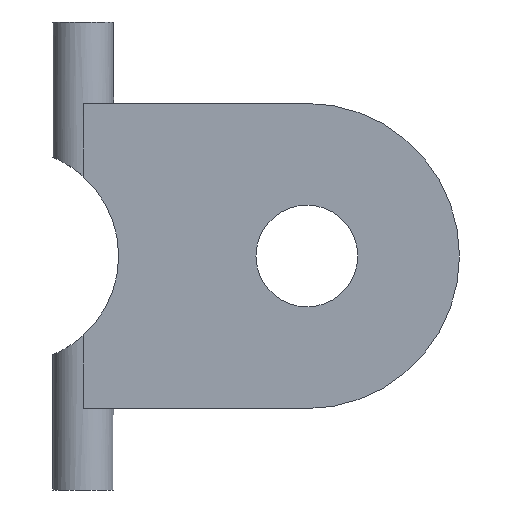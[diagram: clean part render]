
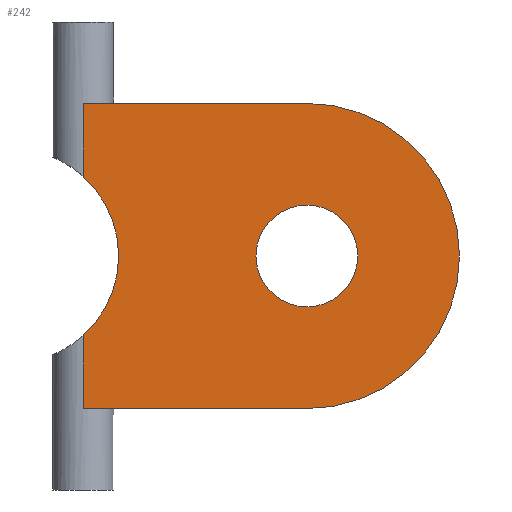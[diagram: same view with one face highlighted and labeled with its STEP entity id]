
A CAD part, front view. The second image highlights one B-rep face of the part: STEP entity #242.
In plain terms, the highlighted planar face has unit normal (0, -1, 0).
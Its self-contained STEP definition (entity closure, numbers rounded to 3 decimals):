
#15=FACE_BOUND('',#50,.T.);
#23=PLANE('',#286);
#34=FACE_OUTER_BOUND('',#49,.T.);
#49=EDGE_LOOP('',(#178,#179,#180,#181,#182,#183));
#50=EDGE_LOOP('',(#184));
#65=LINE('',#447,#80);
#66=LINE('',#449,#81);
#67=LINE('',#453,#82);
#68=LINE('',#454,#83);
#80=VECTOR('',#334,10.);
#81=VECTOR('',#335,10.);
#82=VECTOR('',#338,10.);
#83=VECTOR('',#339,10.);
#98=CIRCLE('',#285,5.25);
#99=CIRCLE('',#287,7.5);
#100=CIRCLE('',#288,2.5);
#114=VERTEX_POINT('',#402);
#116=VERTEX_POINT('',#424);
#117=VERTEX_POINT('',#446);
#118=VERTEX_POINT('',#448);
#119=VERTEX_POINT('',#450);
#120=VERTEX_POINT('',#452);
#121=VERTEX_POINT('',#455);
#140=EDGE_CURVE('',#114,#116,#98,.T.);
#141=EDGE_CURVE('',#117,#116,#65,.T.);
#142=EDGE_CURVE('',#118,#117,#66,.T.);
#143=EDGE_CURVE('',#119,#118,#99,.T.);
#144=EDGE_CURVE('',#120,#119,#67,.T.);
#145=EDGE_CURVE('',#114,#120,#68,.T.);
#146=EDGE_CURVE('',#121,#121,#100,.T.);
#178=ORIENTED_EDGE('',*,*,#140,.T.);
#179=ORIENTED_EDGE('',*,*,#141,.F.);
#180=ORIENTED_EDGE('',*,*,#142,.F.);
#181=ORIENTED_EDGE('',*,*,#143,.F.);
#182=ORIENTED_EDGE('',*,*,#144,.F.);
#183=ORIENTED_EDGE('',*,*,#145,.F.);
#184=ORIENTED_EDGE('',*,*,#146,.F.);
#242=ADVANCED_FACE('',(#34,#15),#23,.F.);
#285=AXIS2_PLACEMENT_3D('',#444,#330,#331);
#286=AXIS2_PLACEMENT_3D('',#445,#332,#333);
#287=AXIS2_PLACEMENT_3D('',#451,#336,#337);
#288=AXIS2_PLACEMENT_3D('',#456,#340,#341);
#330=DIRECTION('center_axis',(0.,1.,0.));
#331=DIRECTION('ref_axis',(1.,0.,0.));
#332=DIRECTION('center_axis',(0.,1.,0.));
#333=DIRECTION('ref_axis',(0.,0.,1.));
#334=DIRECTION('',(0.,0.,1.));
#335=DIRECTION('',(-1.,0.,0.));
#336=DIRECTION('center_axis',(0.,1.,0.));
#337=DIRECTION('ref_axis',(-1.,0.,0.));
#338=DIRECTION('',(1.,0.,0.));
#339=DIRECTION('',(0.,0.,1.));
#340=DIRECTION('center_axis',(0.,-1.,0.));
#341=DIRECTION('ref_axis',(1.,0.,0.));
#402=CARTESIAN_POINT('',(-11.,0.,3.913));
#424=CARTESIAN_POINT('',(-11.,0.,-3.913));
#444=CARTESIAN_POINT('Origin',(-14.5,0.,0.));
#445=CARTESIAN_POINT('Origin',(-2.5,0.,0.));
#446=CARTESIAN_POINT('',(-11.,0.,-7.5));
#447=CARTESIAN_POINT('',(-11.,0.,-3.75));
#448=CARTESIAN_POINT('',(0.,0.,-7.5));
#449=CARTESIAN_POINT('',(0.,0.,-7.5));
#450=CARTESIAN_POINT('',(0.,0.,7.5));
#451=CARTESIAN_POINT('Origin',(0.,0.,0.));
#452=CARTESIAN_POINT('',(-11.,0.,7.5));
#453=CARTESIAN_POINT('',(-12.5,0.,7.5));
#454=CARTESIAN_POINT('',(-11.,0.,-3.75));
#455=CARTESIAN_POINT('',(-2.5,0.,0.));
#456=CARTESIAN_POINT('Origin',(0.,0.,0.));
